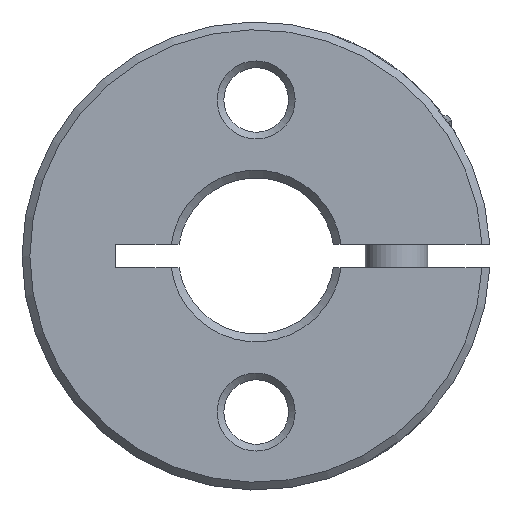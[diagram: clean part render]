
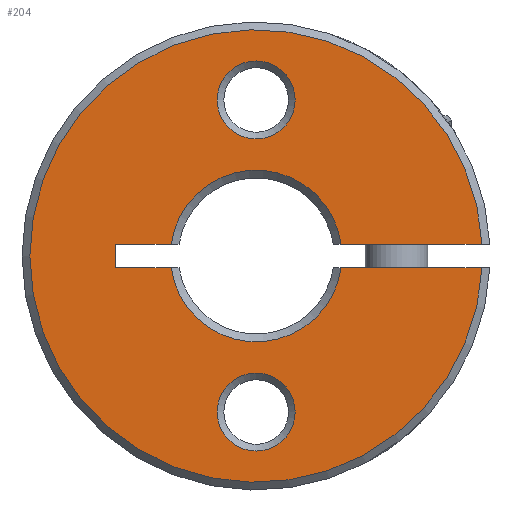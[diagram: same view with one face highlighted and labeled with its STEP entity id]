
A CAD part, left-side view. The second image highlights one B-rep face of the part: STEP entity #204.
In plain terms, the highlighted planar face has unit normal (-1, 0, 0).
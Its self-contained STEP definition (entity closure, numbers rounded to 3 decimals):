
#204 = ADVANCED_FACE( '', ( #408, #409, #410 ), #411, .T. );
#408 = FACE_BOUND( '', #601, .T. );
#409 = FACE_OUTER_BOUND( '', #602, .T. );
#410 = FACE_BOUND( '', #603, .T. );
#411 = PLANE( '', #604 );
#601 = EDGE_LOOP( '', ( #970 ) );
#602 = EDGE_LOOP( '', ( #971, #972, #973, #974, #975, #976, #977, #978 ) );
#603 = EDGE_LOOP( '', ( #979 ) );
#604 = AXIS2_PLACEMENT_3D( '', #980, #981, #982 );
#970 = ORIENTED_EDGE( '', *, *, #1074, .T. );
#971 = ORIENTED_EDGE( '', *, *, #1043, .F. );
#972 = ORIENTED_EDGE( '', *, *, #1089, .T. );
#973 = ORIENTED_EDGE( '', *, *, #1158, .T. );
#974 = ORIENTED_EDGE( '', *, *, #1055, .T. );
#975 = ORIENTED_EDGE( '', *, *, #1110, .T. );
#976 = ORIENTED_EDGE( '', *, *, #1100, .T. );
#977 = ORIENTED_EDGE( '', *, *, #1079, .T. );
#978 = ORIENTED_EDGE( '', *, *, #1152, .T. );
#979 = ORIENTED_EDGE( '', *, *, #1159, .T. );
#980 = CARTESIAN_POINT( '', ( -5., 14.5, 0. ) );
#981 = DIRECTION( '', ( -1., 0., 0. ) );
#982 = DIRECTION( '', ( 0., 0., 1. ) );
#1043 = EDGE_CURVE( '', #1206, #1208, #1209, .T. );
#1055 = EDGE_CURVE( '', #1227, #1225, #1228, .T. );
#1074 = EDGE_CURVE( '', #1256, #1256, #1257, .T. );
#1079 = EDGE_CURVE( '', #1264, #1265, #1266, .T. );
#1089 = EDGE_CURVE( '', #1206, #1282, #1283, .T. );
#1100 = EDGE_CURVE( '', #1299, #1264, #1300, .T. );
#1110 = EDGE_CURVE( '', #1225, #1299, #1314, .T. );
#1152 = EDGE_CURVE( '', #1265, #1208, #1366, .T. );
#1158 = EDGE_CURVE( '', #1282, #1227, #1372, .T. );
#1159 = EDGE_CURVE( '', #1373, #1373, #1374, .T. );
#1206 = VERTEX_POINT( '', #1433 );
#1208 = VERTEX_POINT( '', #1438 );
#1209 = CIRCLE( '', #1439, 14.5 );
#1225 = VERTEX_POINT( '', #1466 );
#1227 = VERTEX_POINT( '', #1469 );
#1228 = LINE( '', #1470, #1471 );
#1256 = VERTEX_POINT( '', #1574 );
#1257 = CIRCLE( '', #1575, 2.5 );
#1264 = VERTEX_POINT( '', #1582 );
#1265 = VERTEX_POINT( '', #1583 );
#1266 = CIRCLE( '', #1584, 5.5 );
#1282 = VERTEX_POINT( '', #1612 );
#1283 = LINE( '', #1613, #1614 );
#1299 = VERTEX_POINT( '', #1641 );
#1300 = LINE( '', #1642, #1643 );
#1314 = LINE( '', #1706, #1707 );
#1366 = LINE( '', #1773, #1774 );
#1372 = CIRCLE( '', #1780, 5.5 );
#1373 = VERTEX_POINT( '', #1781 );
#1374 = CIRCLE( '', #1782, 2.5 );
#1433 = CARTESIAN_POINT( '', ( -5., -14.481, -0.75 ) );
#1438 = CARTESIAN_POINT( '', ( -5., -14.481, 0.75 ) );
#1439 = AXIS2_PLACEMENT_3D( '', #1819, #1820, #1821 );
#1466 = CARTESIAN_POINT( '', ( -5., 9., -0.75 ) );
#1469 = CARTESIAN_POINT( '', ( -5., 5.449, -0.75 ) );
#1470 = CARTESIAN_POINT( '', ( -5., -15., -0.75 ) );
#1471 = VECTOR( '', #1828, 1000. );
#1574 = CARTESIAN_POINT( '', ( -5., 0., -12.5 ) );
#1575 = AXIS2_PLACEMENT_3D( '', #1854, #1855, #1856 );
#1582 = CARTESIAN_POINT( '', ( -5., 5.449, 0.75 ) );
#1583 = CARTESIAN_POINT( '', ( -5., -5.449, 0.75 ) );
#1584 = AXIS2_PLACEMENT_3D( '', #1863, #1864, #1865 );
#1612 = CARTESIAN_POINT( '', ( -5., -5.449, -0.75 ) );
#1613 = CARTESIAN_POINT( '', ( -5., -15., -0.75 ) );
#1614 = VECTOR( '', #1875, 1000. );
#1641 = CARTESIAN_POINT( '', ( -5., 9., 0.75 ) );
#1642 = CARTESIAN_POINT( '', ( -5., 9., 0.75 ) );
#1643 = VECTOR( '', #1884, 1000. );
#1706 = CARTESIAN_POINT( '', ( -5., 9., -0.75 ) );
#1707 = VECTOR( '', #1891, 1000. );
#1773 = CARTESIAN_POINT( '', ( -5., 9., 0.75 ) );
#1774 = VECTOR( '', #1942, 1000. );
#1780 = AXIS2_PLACEMENT_3D( '', #1943, #1944, #1945 );
#1781 = CARTESIAN_POINT( '', ( -5., 0., 7.5 ) );
#1782 = AXIS2_PLACEMENT_3D( '', #1946, #1947, #1948 );
#1819 = CARTESIAN_POINT( '', ( -5., 0., 0. ) );
#1820 = DIRECTION( '', ( 1., 0., 0. ) );
#1821 = DIRECTION( '', ( 0., 0., -1. ) );
#1828 = DIRECTION( '', ( 0., 1., 0. ) );
#1854 = CARTESIAN_POINT( '', ( -5., 0., -10. ) );
#1855 = DIRECTION( '', ( 1., 0., 0. ) );
#1856 = DIRECTION( '', ( 0., 0., -1. ) );
#1863 = CARTESIAN_POINT( '', ( -5., 0., 0. ) );
#1864 = DIRECTION( '', ( 1., 0., 0. ) );
#1865 = DIRECTION( '', ( 0., 0., -1. ) );
#1875 = DIRECTION( '', ( 0., 1., 0. ) );
#1884 = DIRECTION( '', ( 0., -1., 0. ) );
#1891 = DIRECTION( '', ( 0., 0., 1. ) );
#1942 = DIRECTION( '', ( 0., -1., 0. ) );
#1943 = CARTESIAN_POINT( '', ( -5., 0., 0. ) );
#1944 = DIRECTION( '', ( 1., 0., 0. ) );
#1945 = DIRECTION( '', ( 0., 0., -1. ) );
#1946 = CARTESIAN_POINT( '', ( -5., 0., 10. ) );
#1947 = DIRECTION( '', ( 1., 0., 0. ) );
#1948 = DIRECTION( '', ( 0., 0., -1. ) );
